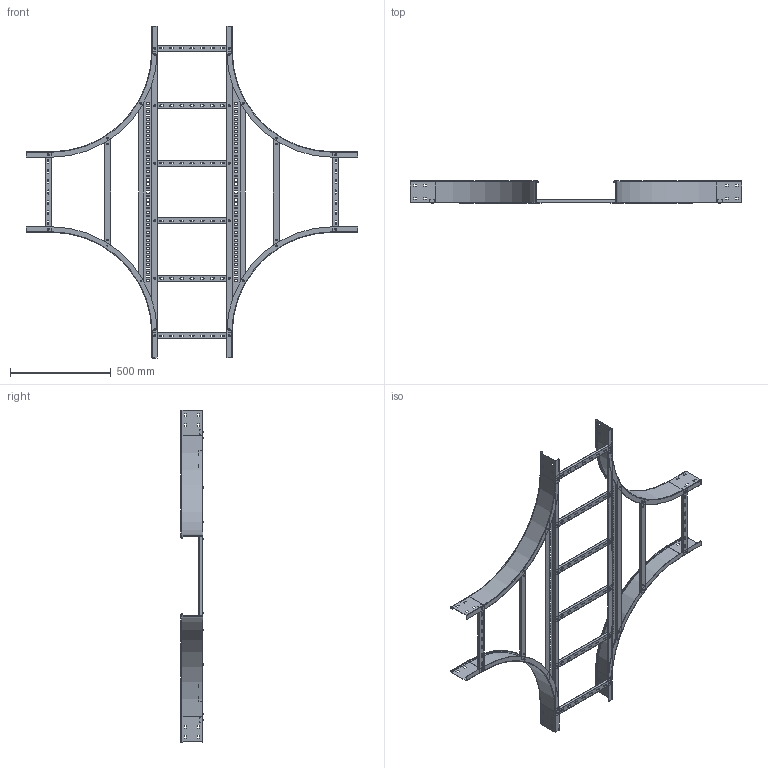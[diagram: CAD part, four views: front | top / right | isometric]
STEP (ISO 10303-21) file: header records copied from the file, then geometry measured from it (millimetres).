
FILE_DESCRIPTION (( 'STEP AP214' ), '1' );
FILE_NAME ('6219686.STEP', '2020-05-08T11:26:51', ( '' ), ( '' ), 'SwSTEP 2.0', 'SolidWorks 2018', '' );
FILE_SCHEMA (( 'AUTOMOTIVE_DESIGN' ));
Length unit declared in the file: millimetre
Products named in the file (10): 131571_L=395 (NB=400); 131591_110x27xR500; KTS 14.041-005_3.00mm; 6219686; KTS 14.041-005_3.5mm; 131595_NB0400; 131594_NB0400
Assembly tree (42 placements, depth 2):
  6219686
    131591_110x27xR500
    131591_110x27xR500
    131591_110x27xR500
    131591_110x27xR500
    131594_NB0400  x2
    131571_L=395 (NB=400)  x8
    131595_NB0400  x2
    KTS 14.041-005_3.00mm  x14
    KTS 14.041-005_3.5mm  x12
Bounding box: 1650 x 111.6 x 1650 mm (x, y, z)
Volume: 1895826.7 mm3; surface area: 2400853.1 mm2
Topology: 42 solids, 42 shells, 2234 faces, 6068 edges, 3944 vertices
Faces by surface type: plane 1102, cylinder 940, torus 120, cone 52, bspline 20
Entity records: 35920 total; most frequent: CARTESIAN_POINT 6719, DIRECTION 5752, ORIENTED_EDGE 5596, EDGE_CURVE 2798, AXIS2_PLACEMENT_3D 1969, VERTEX_POINT 1828, VECTOR 1814, LINE 1814
